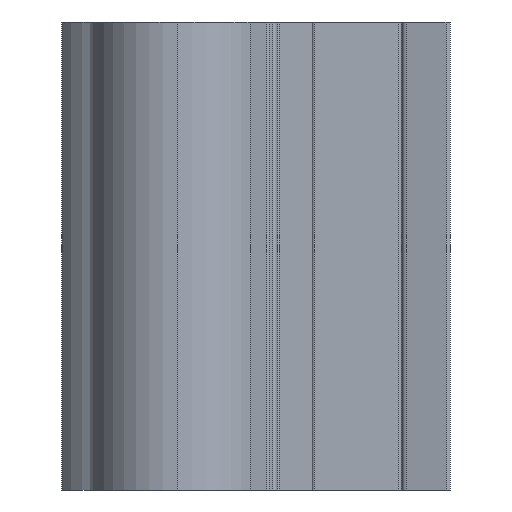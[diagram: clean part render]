
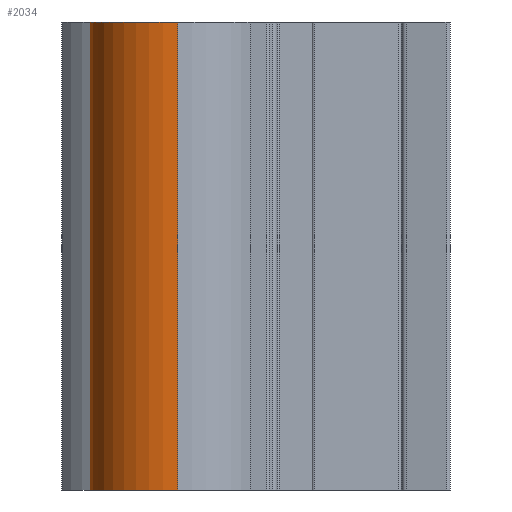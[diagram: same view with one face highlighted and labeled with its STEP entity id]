
A CAD part, left-side view. The second image highlights one B-rep face of the part: STEP entity #2034.
In plain terms, the highlighted cylindrical face has radius 4.763 mm (diameter 9.525 mm), a partial arc.
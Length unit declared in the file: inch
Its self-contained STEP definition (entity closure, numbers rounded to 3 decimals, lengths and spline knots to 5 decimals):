
#88 = CARTESIAN_POINT ( 'NONE',  ( -0.1875, 0., 1. ) ) ;
#200 = DIRECTION ( 'NONE',  ( 1., 0., 0. ) ) ;
#208 = CYLINDRICAL_SURFACE ( 'NONE', #1165, 0.1875 ) ;
#267 = EDGE_LOOP ( 'NONE', ( #2087, #1185, #872, #1182 ) ) ;
#358 = DIRECTION ( 'NONE',  ( 1., 0., 0. ) ) ;
#382 = VERTEX_POINT ( 'NONE', #660 ) ;
#383 = CARTESIAN_POINT ( 'NONE',  ( 0.07319, 0.17263, 0. ) ) ;
#404 = CIRCLE ( 'NONE', #1632, 0.1875 ) ;
#451 = EDGE_CURVE ( 'NONE', #382, #2150, #1635, .T. ) ;
#499 = CARTESIAN_POINT ( 'NONE',  ( -0.1875, 0., 1. ) ) ;
#544 = CARTESIAN_POINT ( 'NONE',  ( 0., 0., 0. ) ) ;
#554 = EDGE_CURVE ( 'NONE', #1341, #752, #404, .T. ) ;
#580 = VECTOR ( 'NONE', #1144, 39.37008 ) ;
#581 = DIRECTION ( 'NONE',  ( 0., 0., 1. ) ) ;
#618 = AXIS2_PLACEMENT_3D ( 'NONE', #1461, #581, #358 ) ;
#660 = CARTESIAN_POINT ( 'NONE',  ( 0.07319, 0.17263, 1. ) ) ;
#752 = VERTEX_POINT ( 'NONE', #1545 ) ;
#868 = VECTOR ( 'NONE', #1941, 39.37008 ) ;
#872 = ORIENTED_EDGE ( 'NONE', *, *, #944, .T. ) ;
#944 = EDGE_CURVE ( 'NONE', #382, #1341, #963, .T. ) ;
#963 = LINE ( 'NONE', #2208, #580 ) ;
#1068 = LINE ( 'NONE', #499, #868 ) ;
#1144 = DIRECTION ( 'NONE',  ( 0., 0., -1. ) ) ;
#1165 = AXIS2_PLACEMENT_3D ( 'NONE', #1283, #1499, #1713 ) ;
#1182 = ORIENTED_EDGE ( 'NONE', *, *, #554, .T. ) ;
#1185 = ORIENTED_EDGE ( 'NONE', *, *, #451, .F. ) ;
#1283 = CARTESIAN_POINT ( 'NONE',  ( 0., 0., 1. ) ) ;
#1341 = VERTEX_POINT ( 'NONE', #383 ) ;
#1461 = CARTESIAN_POINT ( 'NONE',  ( 0., 0., 1. ) ) ;
#1499 = DIRECTION ( 'NONE',  ( 0., 0., -1. ) ) ;
#1545 = CARTESIAN_POINT ( 'NONE',  ( -0.1875, 0., 0. ) ) ;
#1632 = AXIS2_PLACEMENT_3D ( 'NONE', #544, #1793, #200 ) ;
#1635 = CIRCLE ( 'NONE', #618, 0.1875 ) ;
#1713 = DIRECTION ( 'NONE',  ( -1., 0., 0. ) ) ;
#1793 = DIRECTION ( 'NONE',  ( 0., 0., 1. ) ) ;
#1891 = EDGE_CURVE ( 'NONE', #2150, #752, #1068, .T. ) ;
#1941 = DIRECTION ( 'NONE',  ( 0., 0., -1. ) ) ;
#2034 = ADVANCED_FACE ( 'NONE', ( #2151 ), #208, .T. ) ;
#2087 = ORIENTED_EDGE ( 'NONE', *, *, #1891, .F. ) ;
#2150 = VERTEX_POINT ( 'NONE', #88 ) ;
#2151 = FACE_OUTER_BOUND ( 'NONE', #267, .T. ) ;
#2208 = CARTESIAN_POINT ( 'NONE',  ( 0.07319, 0.17263, 1. ) ) ;
